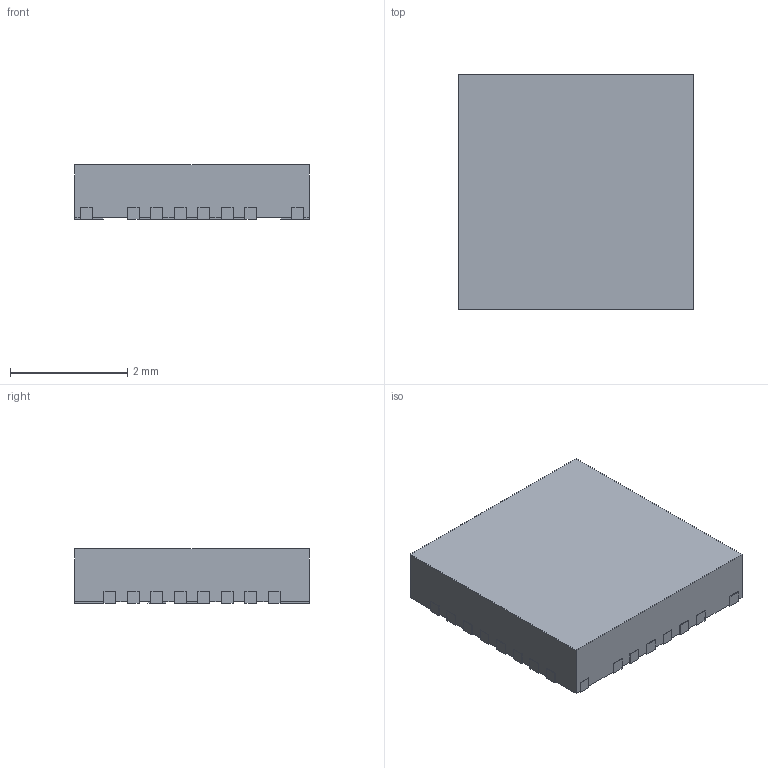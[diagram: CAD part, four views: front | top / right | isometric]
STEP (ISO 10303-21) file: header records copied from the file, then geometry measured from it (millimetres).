
FILE_DESCRIPTION(('FreeCAD Model'),'2;1');
FILE_NAME('Open CASCADE Shape Model','2021-06-21T22:53:33',('Author'),( ''),'Open CASCADE STEP processor 7.4','FreeCAD','Unknown');
FILE_SCHEMA(('AUTOMOTIVE_DESIGN { 1 0 10303 214 1 1 1 1 }'));
Length unit declared in the file: millimetre
Products named in the file (1): Group006
Bounding box: 4.02 x 4.02 x 0.93 mm (x, y, z)
Volume: 14.5 mm3; surface area: 47.9 mm2
Topology: 1 solids, 1 shells, 228 faces, 648 edges, 424 vertices
Faces by surface type: plane 228
Entity records: 7384 total; most frequent: CARTESIAN_POINT 1301, ORIENTED_EDGE 1296, DIRECTION 1106, EDGE_CURVE 648, LINE 648, VECTOR 648, VERTEX_POINT 424, FACE_BOUND 230
